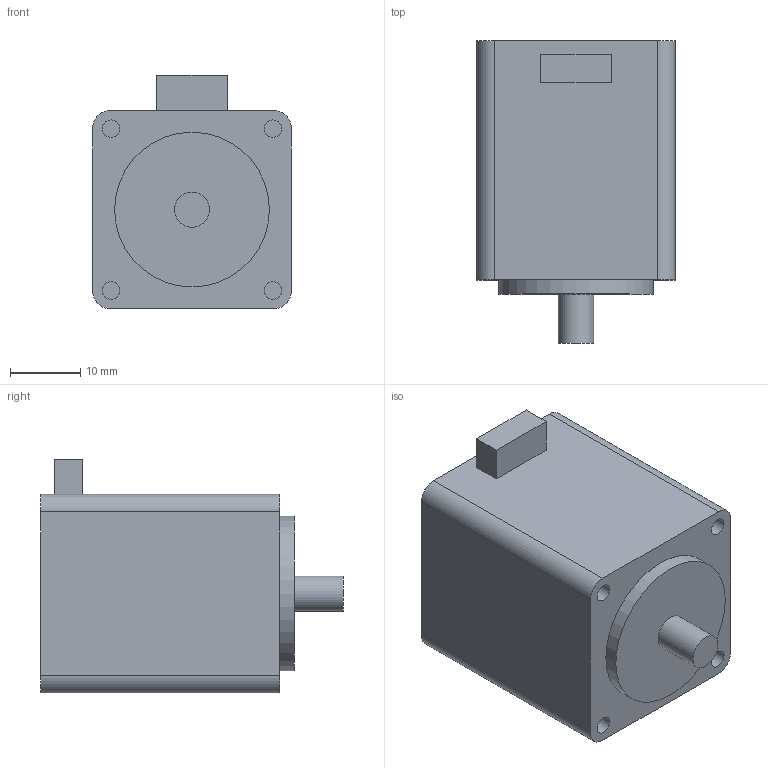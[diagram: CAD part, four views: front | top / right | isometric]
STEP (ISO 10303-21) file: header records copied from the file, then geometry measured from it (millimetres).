
FILE_DESCRIPTION(('FreeCAD Model'),'2;1');
FILE_NAME('Open CASCADE Shape Model','2021-02-04T17:38:32',('Author'),( ''),'Open CASCADE STEP processor 7.4','FreeCAD','Unknown');
FILE_SCHEMA(('AUTOMOTIVE_DESIGN { 1 0 10303 214 1 1 1 1 }'));
Length unit declared in the file: millimetre
Products named in the file (1): NEMA11_STEPPER_v11_NEMA11_STEPPER_v1_001
Bounding box: 28.2 x 43 x 33.2 mm (x, y, z)
Volume: 27884.7 mm3; surface area: 5767.2 mm2
Topology: 1 solids, 1 shells, 27 faces, 54 edges, 36 vertices
Faces by surface type: plane 17, cylinder 10
Full cylindrical faces by diameter (mm): 2.5 x4, 5 x1, 22 x1
Entity records: 1450 total; most frequent: CARTESIAN_POINT 262, DIRECTION 232, LINE 122, VECTOR 122, ORIENTED_EDGE 108, PCURVE 108, DEFINITIONAL_REPRESENTATION 108, EDGE_CURVE 54
